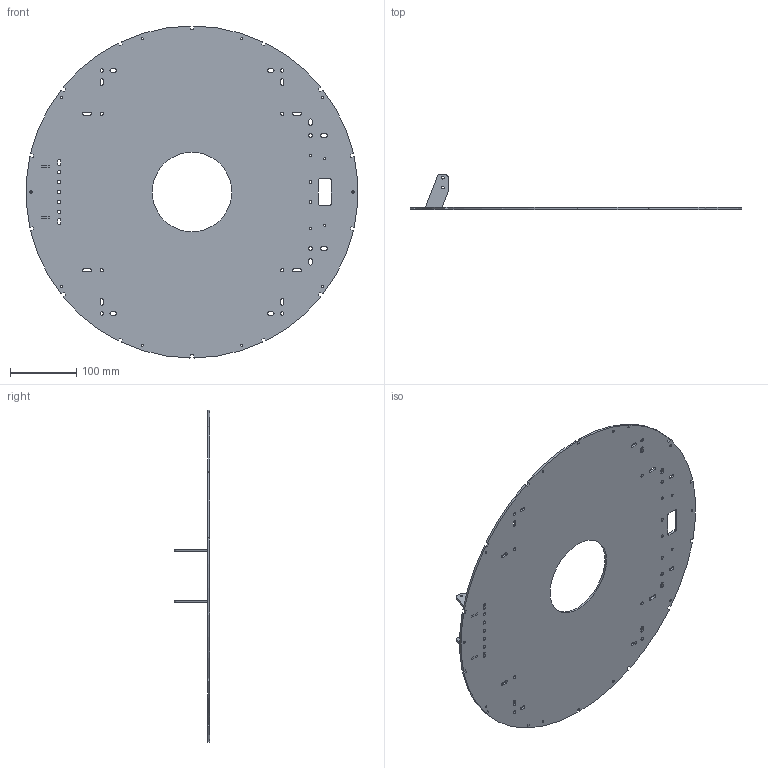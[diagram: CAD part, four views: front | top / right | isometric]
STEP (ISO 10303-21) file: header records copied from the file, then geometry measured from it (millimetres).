
FILE_DESCRIPTION (( 'STEP AP203' ), '1' );
FILE_NAME ('Assembly Base TOP.STEP', '2022-01-03T16:46:34', ( '' ), ( '' ), 'SwSTEP 2.0', 'SolidWorks 2018', '' );
FILE_SCHEMA (( 'CONFIG_CONTROL_DESIGN' ));
Length unit declared in the file: millimetre
Products named in the file (3): 021_Alu_15x15_Holder2_SR_v01; 018_Base_TOP_SR_v03; Assembly Base TOP
Assembly tree (3 placements, depth 2):
  Assembly Base TOP
    018_Base_TOP_SR_v03
    021_Alu_15x15_Holder2_SR_v01  x2
Bounding box: 498.77 x 53 x 499.95 mm (x, y, z)
Volume: 554294.2 mm3; surface area: 380007.2 mm2
Topology: 3 solids, 3 shells, 322 faces, 948 edges, 632 vertices
Faces by surface type: cylinder 210, plane 112
Entity records: 10940 total; most frequent: DIRECTION 1931, CARTESIAN_POINT 1816, ORIENTED_EDGE 1806, EDGE_CURVE 903, AXIS2_PLACEMENT_3D 717, VERTEX_POINT 602, VECTOR 497, LINE 497
